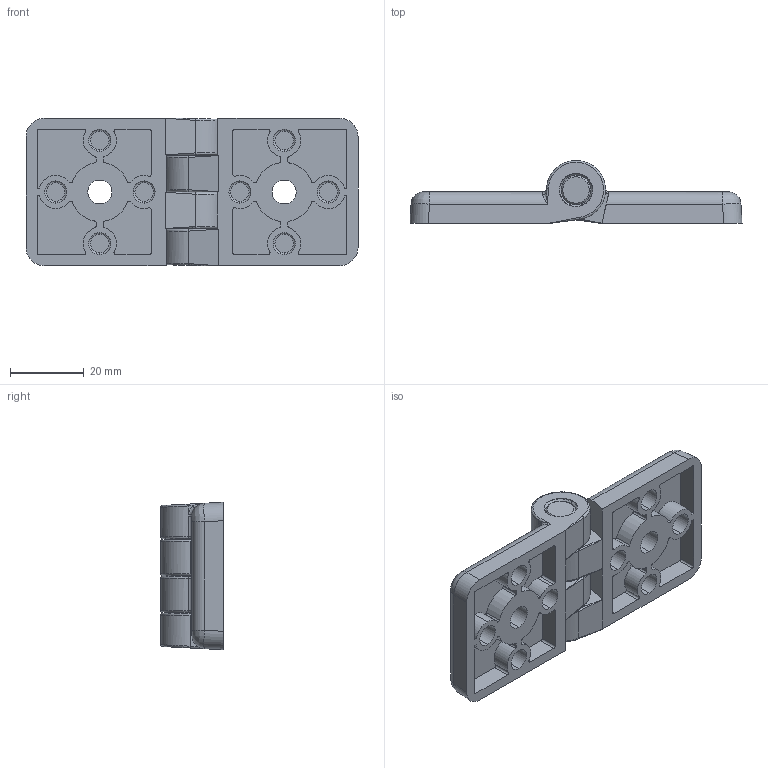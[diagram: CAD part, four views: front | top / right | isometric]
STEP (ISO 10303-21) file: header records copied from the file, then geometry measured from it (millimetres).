
FILE_DESCRIPTION (( 'STEP AP214' ), '1' );
FILE_NAME ('095ks4545f00.STEP', '2014-08-14T07:05:05', ( '' ), ( '' ), 'SwSTEP 2.0', 'SolidWorks 2014', '' );
FILE_SCHEMA (( 'AUTOMOTIVE_DESIGN' ));
Length unit declared in the file: millimetre
Products named in the file (3): 340me031e; 095ks45f00_095 003 r; 095ks4545f00
Assembly tree (3 placements, depth 2):
  095ks4545f00
    095ks45f00_095 003 r  x2
    340me031e
Bounding box: 90.1 x 17 x 40.01 mm (x, y, z)
Volume: 24240.5 mm3; surface area: 15895.8 mm2
Topology: 3 solids, 3 shells, 283 faces, 712 edges, 450 vertices
Faces by surface type: cylinder 144, plane 79, bspline 26, torus 22, cone 12
Entity records: 5429 total; most frequent: CARTESIAN_POINT 1851, DIRECTION 746, ORIENTED_EDGE 730, EDGE_CURVE 365, AXIS2_PLACEMENT_3D 294, VERTEX_POINT 231, EDGE_LOOP 162, VECTOR 158
